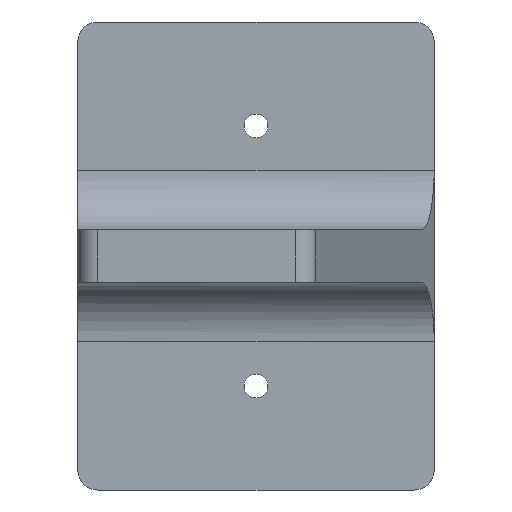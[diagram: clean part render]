
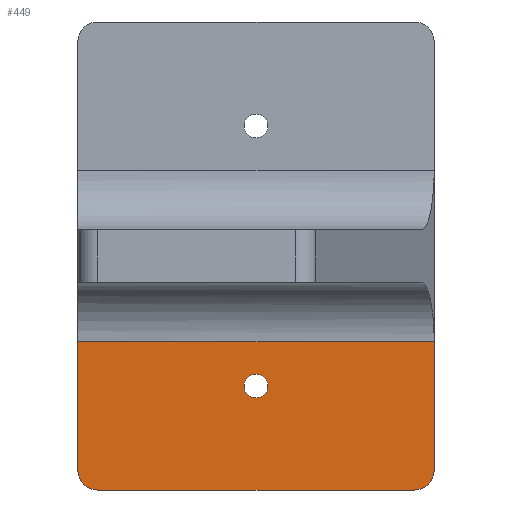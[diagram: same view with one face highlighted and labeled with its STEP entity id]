
A CAD part, front view. The second image highlights one B-rep face of the part: STEP entity #449.
In plain terms, the highlighted planar face has unit normal (0, -1, 0).
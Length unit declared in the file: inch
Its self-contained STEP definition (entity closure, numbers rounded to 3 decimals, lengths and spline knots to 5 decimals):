
#15=FACE_BOUND('',#69,.T.);
#30=PLANE('',#496);
#43=FACE_OUTER_BOUND('',#68,.T.);
#68=EDGE_LOOP('',(#315,#316,#317,#318,#319,#320));
#69=EDGE_LOOP('',(#321));
#108=CIRCLE('',#497,0.083);
#109=CIRCLE('',#498,0.083);
#110=CIRCLE('',#499,0.05);
#132=LINE('',#693,#168);
#133=LINE('',#696,#169);
#134=LINE('',#700,#170);
#135=LINE('',#703,#171);
#168=VECTOR('',#553,0.3937);
#169=VECTOR('',#556,0.3937);
#170=VECTOR('',#559,0.3937);
#171=VECTOR('',#562,0.3937);
#205=VERTEX_POINT('',#686);
#208=VERTEX_POINT('',#691);
#209=VERTEX_POINT('',#695);
#210=VERTEX_POINT('',#697);
#211=VERTEX_POINT('',#699);
#212=VERTEX_POINT('',#701);
#213=VERTEX_POINT('',#704);
#252=EDGE_CURVE('',#208,#205,#132,.T.);
#253=EDGE_CURVE('',#208,#209,#133,.T.);
#254=EDGE_CURVE('',#210,#209,#108,.T.);
#255=EDGE_CURVE('',#210,#211,#134,.T.);
#256=EDGE_CURVE('',#212,#211,#109,.T.);
#257=EDGE_CURVE('',#212,#205,#135,.T.);
#258=EDGE_CURVE('',#213,#213,#110,.T.);
#315=ORIENTED_EDGE('',*,*,#252,.F.);
#316=ORIENTED_EDGE('',*,*,#253,.T.);
#317=ORIENTED_EDGE('',*,*,#254,.F.);
#318=ORIENTED_EDGE('',*,*,#255,.T.);
#319=ORIENTED_EDGE('',*,*,#256,.F.);
#320=ORIENTED_EDGE('',*,*,#257,.T.);
#321=ORIENTED_EDGE('',*,*,#258,.T.);
#449=ADVANCED_FACE('',(#43,#15),#30,.T.);
#496=AXIS2_PLACEMENT_3D('',#694,#554,#555);
#497=AXIS2_PLACEMENT_3D('',#698,#557,#558);
#498=AXIS2_PLACEMENT_3D('',#702,#560,#561);
#499=AXIS2_PLACEMENT_3D('',#705,#563,#564);
#553=DIRECTION('',(1.,0.,0.));
#554=DIRECTION('center_axis',(0.,-1.,0.));
#555=DIRECTION('ref_axis',(0.,0.,-1.));
#556=DIRECTION('',(0.,0.,-1.));
#557=DIRECTION('center_axis',(0.,1.,0.));
#558=DIRECTION('ref_axis',(-0.707,0.,-0.707));
#559=DIRECTION('',(1.,0.,0.));
#560=DIRECTION('center_axis',(0.,1.,0.));
#561=DIRECTION('ref_axis',(0.707,0.,-0.707));
#562=DIRECTION('',(0.,0.,1.));
#563=DIRECTION('center_axis',(0.,1.,0.));
#564=DIRECTION('ref_axis',(-1.,0.,0.));
#686=CARTESIAN_POINT('',(0.49975,2.43312,-0.25));
#691=CARTESIAN_POINT('',(-1.00025,2.43312,-0.25));
#693=CARTESIAN_POINT('',(-0.32801,2.43312,-0.25));
#694=CARTESIAN_POINT('Origin',(-0.25025,2.43312,-0.4375));
#695=CARTESIAN_POINT('',(-1.00025,2.43312,-0.792));
#696=CARTESIAN_POINT('',(-1.00025,2.43312,0.));
#697=CARTESIAN_POINT('',(-0.91725,2.43312,-0.875));
#698=CARTESIAN_POINT('Origin',(-0.91725,2.43312,-0.792));
#699=CARTESIAN_POINT('',(0.41675,2.43312,-0.875));
#700=CARTESIAN_POINT('',(-1.00025,2.43312,-0.875));
#701=CARTESIAN_POINT('',(0.49975,2.43312,-0.792));
#702=CARTESIAN_POINT('Origin',(0.41675,2.43312,-0.792));
#703=CARTESIAN_POINT('',(0.49975,2.43312,-0.875));
#704=CARTESIAN_POINT('',(-0.20025,2.43312,-0.4375));
#705=CARTESIAN_POINT('Origin',(-0.25025,2.43312,-0.4375));
